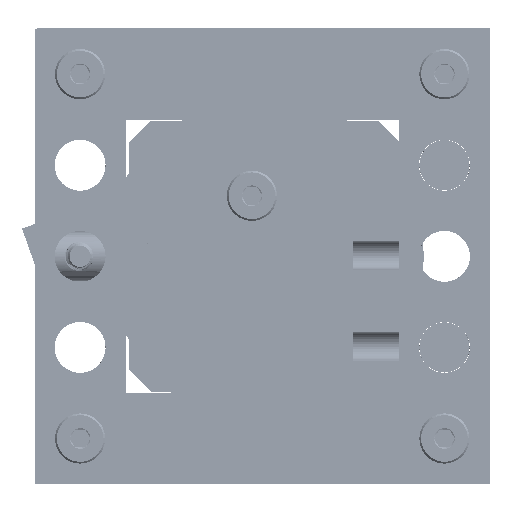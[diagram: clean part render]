
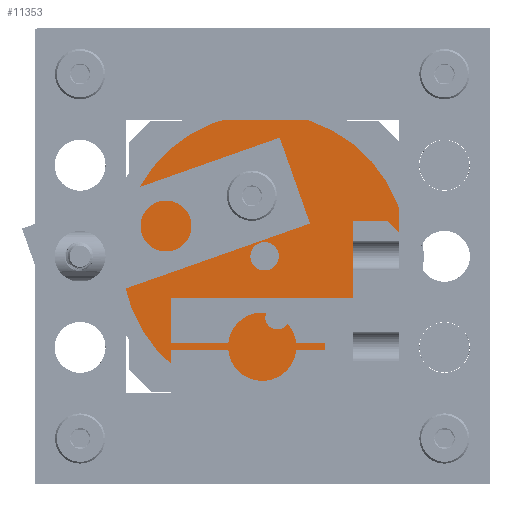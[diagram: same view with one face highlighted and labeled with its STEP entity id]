
A CAD part, left-side view. The second image highlights one B-rep face of the part: STEP entity #11353.
In plain terms, the highlighted face is planar.
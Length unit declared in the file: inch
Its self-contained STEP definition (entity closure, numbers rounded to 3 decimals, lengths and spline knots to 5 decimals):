
#563=PLANE('',#12561);
#2741=CIRCLE('',#12551,0.078);
#2743=CIRCLE('',#12554,0.065);
#2745=CIRCLE('',#12557,0.065);
#2746=CIRCLE('',#12559,0.7845);
#3006=FACE_BOUND('',#4222,.T.);
#3007=FACE_BOUND('',#4223,.T.);
#3008=FACE_BOUND('',#4224,.T.);
#3482=FACE_OUTER_BOUND('',#4221,.T.);
#4221=EDGE_LOOP('',(#10233));
#4222=EDGE_LOOP('',(#10234));
#4223=EDGE_LOOP('',(#10235));
#4224=EDGE_LOOP('',(#10236));
#5612=VERTEX_POINT('',#22077);
#5614=VERTEX_POINT('',#22082);
#5616=VERTEX_POINT('',#22087);
#5617=VERTEX_POINT('',#22090);
#7179=EDGE_CURVE('',#5612,#5612,#2741,.T.);
#7181=EDGE_CURVE('',#5614,#5614,#2743,.T.);
#7183=EDGE_CURVE('',#5616,#5616,#2745,.T.);
#7184=EDGE_CURVE('',#5617,#5617,#2746,.T.);
#10233=ORIENTED_EDGE('',*,*,#7184,.F.);
#10234=ORIENTED_EDGE('',*,*,#7179,.T.);
#10235=ORIENTED_EDGE('',*,*,#7181,.T.);
#10236=ORIENTED_EDGE('',*,*,#7183,.T.);
#11353=ADVANCED_FACE('',(#3482,#3006,#3007,#3008),#563,.T.);
#12551=AXIS2_PLACEMENT_3D('',#22078,#15719,#15720);
#12554=AXIS2_PLACEMENT_3D('',#22083,#15725,#15726);
#12557=AXIS2_PLACEMENT_3D('',#22088,#15731,#15732);
#12559=AXIS2_PLACEMENT_3D('',#22091,#15735,#15736);
#12561=AXIS2_PLACEMENT_3D('',#22093,#15739,#15740);
#15719=DIRECTION('center_axis',(0.,0.,-1.));
#15720=DIRECTION('ref_axis',(1.,0.,0.));
#15725=DIRECTION('center_axis',(0.,0.,-1.));
#15726=DIRECTION('ref_axis',(1.,0.,0.));
#15731=DIRECTION('center_axis',(0.,0.,-1.));
#15732=DIRECTION('ref_axis',(1.,0.,0.));
#15735=DIRECTION('center_axis',(0.,0.,-1.));
#15736=DIRECTION('ref_axis',(-1.,0.,0.));
#15739=DIRECTION('center_axis',(0.,0.,1.));
#15740=DIRECTION('ref_axis',(1.,0.,0.));
#22077=CARTESIAN_POINT('',(0.078,0.,0.));
#22078=CARTESIAN_POINT('Origin',(0.,0.,0.));
#22082=CARTESIAN_POINT('',(-0.2785,0.,0.));
#22083=CARTESIAN_POINT('Origin',(-0.3435,0.,0.));
#22087=CARTESIAN_POINT('',(0.4085,0.,0.));
#22088=CARTESIAN_POINT('Origin',(0.3435,0.,0.));
#22090=CARTESIAN_POINT('',(0.7845,0.,0.));
#22091=CARTESIAN_POINT('Origin',(0.,0.,0.));
#22093=CARTESIAN_POINT('Origin',(0.,0.,
0.));
